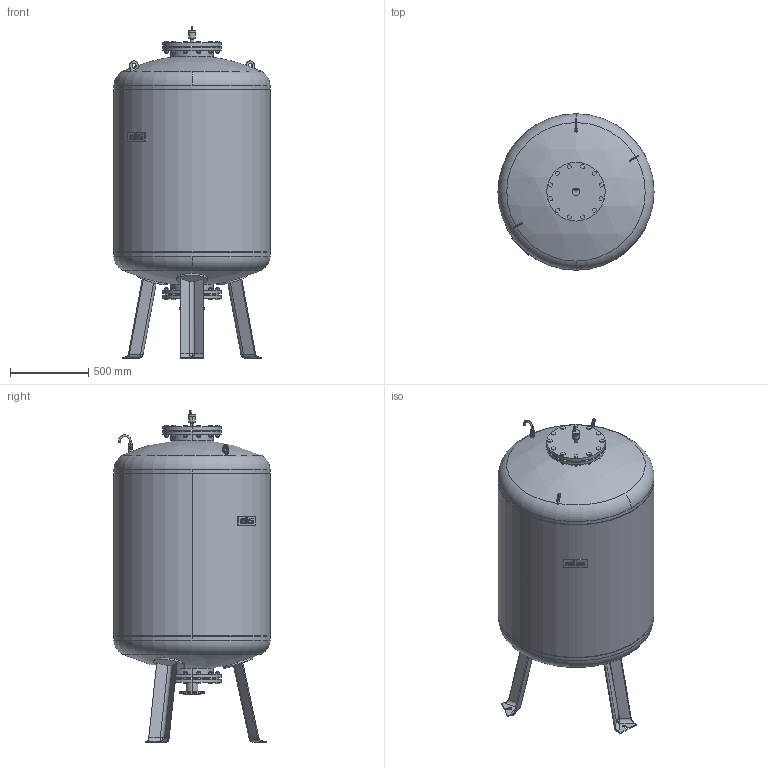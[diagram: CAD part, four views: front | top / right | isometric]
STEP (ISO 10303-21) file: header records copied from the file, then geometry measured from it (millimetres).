
FILE_DESCRIPTION((''),'2;1');
FILE_NAME('3d_GF1000-6930105.stp','2009-12-29T14:30:33',(''),(''),'Mechanical Desktop 2008','Mechanical Desktop 2008',', , ');
FILE_SCHEMA(('CONFIG_CONTROL_DESIGN'));
Length unit declared in the file: millimetre
Products named in the file (1): Product
Bounding box: 1000 x 1000 x 2127 mm (x, y, z)
Volume: 1068191374 mm3; surface area: 10533245.1 mm2
Topology: 20 solids, 20 shells, 863 faces, 2075 edges, 1345 vertices
Faces by surface type: plane 529, cylinder 214, cone 66, bspline 37, sphere 11, torus 6
Entity records: 25926 total; most frequent: CARTESIAN_POINT 5248, DIRECTION 4308, ORIENTED_EDGE 4126, EDGE_CURVE 2063, VECTOR 1444, LINE 1444, AXIS2_PLACEMENT_3D 1432, VERTEX_POINT 1345
